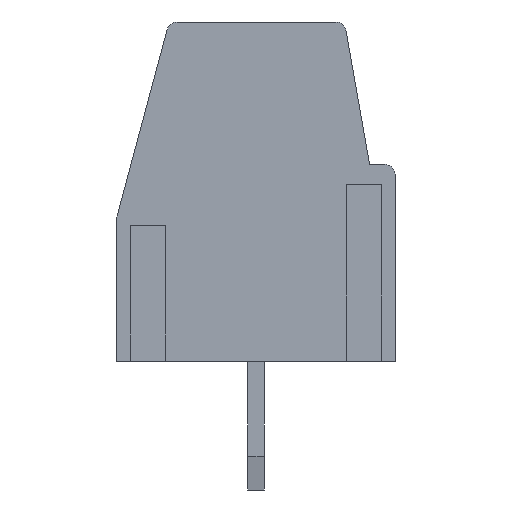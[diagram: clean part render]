
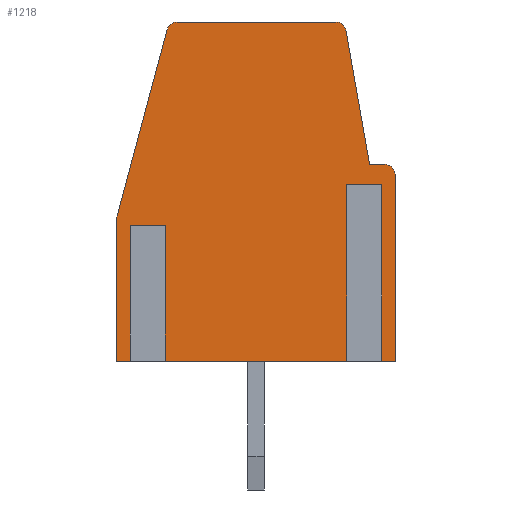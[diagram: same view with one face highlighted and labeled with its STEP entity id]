
A CAD part, left-side view. The second image highlights one B-rep face of the part: STEP entity #1218.
In plain terms, the highlighted planar face has unit normal (-1, 0, 0).
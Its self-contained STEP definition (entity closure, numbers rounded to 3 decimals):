
#845 = EDGE_CURVE('',#846,#848,#850,.T.);
#846 = VERTEX_POINT('',#847);
#847 = CARTESIAN_POINT('',(-10.159,2.336,10.014));
#848 = VERTEX_POINT('',#849);
#849 = CARTESIAN_POINT('',(-10.159,-2.351,10.014));
#850 = LINE('',#851,#852);
#851 = CARTESIAN_POINT('',(-10.159,-4.093,10.014));
#852 = VECTOR('',#853,1.);
#853 = DIRECTION('',(0.,-1.,0.));
#1218 = ADVANCED_FACE('',(#1219),#1359,.F.);
#1219 = FACE_BOUND('',#1220,.T.);
#1220 = EDGE_LOOP('',(#1221,#1231,#1239,#1247,#1255,#1263,#1272,#1280,
    #1288,#1295,#1296,#1305,#1313,#1321,#1329,#1337,#1345,#1353));
#1221 = ORIENTED_EDGE('',*,*,#1222,.F.);
#1222 = EDGE_CURVE('',#1223,#1225,#1227,.T.);
#1223 = VERTEX_POINT('',#1224);
#1224 = CARTESIAN_POINT('',(-10.159,-2.881,5.214));
#1225 = VERTEX_POINT('',#1226);
#1226 = CARTESIAN_POINT('',(-10.159,-2.881,0.014));
#1227 = LINE('',#1228,#1229);
#1228 = CARTESIAN_POINT('',(-10.159,-2.881,5.814));
#1229 = VECTOR('',#1230,1.);
#1230 = DIRECTION('',(0.,0.,-1.));
#1231 = ORIENTED_EDGE('',*,*,#1232,.F.);
#1232 = EDGE_CURVE('',#1233,#1223,#1235,.T.);
#1233 = VERTEX_POINT('',#1234);
#1234 = CARTESIAN_POINT('',(-10.159,-3.481,5.214));
#1235 = LINE('',#1236,#1237);
#1236 = CARTESIAN_POINT('',(-10.159,-4.093,5.214));
#1237 = VECTOR('',#1238,1.);
#1238 = DIRECTION('',(0.,1.,0.));
#1239 = ORIENTED_EDGE('',*,*,#1240,.F.);
#1240 = EDGE_CURVE('',#1241,#1233,#1243,.T.);
#1241 = VERTEX_POINT('',#1242);
#1242 = CARTESIAN_POINT('',(-10.159,-3.481,0.014));
#1243 = LINE('',#1244,#1245);
#1244 = CARTESIAN_POINT('',(-10.159,-3.481,5.814));
#1245 = VECTOR('',#1246,1.);
#1246 = DIRECTION('',(0.,0.,1.));
#1247 = ORIENTED_EDGE('',*,*,#1248,.F.);
#1248 = EDGE_CURVE('',#1249,#1241,#1251,.T.);
#1249 = VERTEX_POINT('',#1250);
#1250 = CARTESIAN_POINT('',(-10.159,-4.093,0.014));
#1251 = LINE('',#1252,#1253);
#1252 = CARTESIAN_POINT('',(-10.159,-4.093,0.014));
#1253 = VECTOR('',#1254,1.);
#1254 = DIRECTION('',(0.,1.,0.));
#1255 = ORIENTED_EDGE('',*,*,#1256,.F.);
#1256 = EDGE_CURVE('',#1257,#1249,#1259,.T.);
#1257 = VERTEX_POINT('',#1258);
#1258 = CARTESIAN_POINT('',(-10.159,-4.093,5.514));
#1259 = LINE('',#1260,#1261);
#1260 = CARTESIAN_POINT('',(-10.159,-4.093,5.814));
#1261 = VECTOR('',#1262,1.);
#1262 = DIRECTION('',(0.,0.,-1.));
#1263 = ORIENTED_EDGE('',*,*,#1264,.F.);
#1264 = EDGE_CURVE('',#1265,#1257,#1267,.T.);
#1265 = VERTEX_POINT('',#1266);
#1266 = CARTESIAN_POINT('',(-10.159,-3.793,5.814));
#1267 = CIRCLE('',#1268,0.3);
#1268 = AXIS2_PLACEMENT_3D('',#1269,#1270,#1271);
#1269 = CARTESIAN_POINT('',(-10.159,-3.793,5.514));
#1270 = DIRECTION('',(1.,0.,0.));
#1271 = DIRECTION('',(0.,1.,0.));
#1272 = ORIENTED_EDGE('',*,*,#1273,.F.);
#1273 = EDGE_CURVE('',#1274,#1265,#1276,.T.);
#1274 = VERTEX_POINT('',#1275);
#1275 = CARTESIAN_POINT('',(-10.159,-3.343,5.814));
#1276 = LINE('',#1277,#1278);
#1277 = CARTESIAN_POINT('',(-10.159,-3.343,5.814));
#1278 = VECTOR('',#1279,1.);
#1279 = DIRECTION('',(0.,-1.,0.));
#1280 = ORIENTED_EDGE('',*,*,#1281,.F.);
#1281 = EDGE_CURVE('',#1282,#1274,#1284,.T.);
#1282 = VERTEX_POINT('',#1283);
#1283 = CARTESIAN_POINT('',(-10.159,-2.646,9.766));
#1284 = LINE('',#1285,#1286);
#1285 = CARTESIAN_POINT('',(-10.159,-2.646,9.766));
#1286 = VECTOR('',#1287,1.);
#1287 = DIRECTION('',(0.,-0.174,-0.985));
#1288 = ORIENTED_EDGE('',*,*,#1289,.F.);
#1289 = EDGE_CURVE('',#848,#1282,#1290,.T.);
#1290 = CIRCLE('',#1291,0.3);
#1291 = AXIS2_PLACEMENT_3D('',#1292,#1293,#1294);
#1292 = CARTESIAN_POINT('',(-10.159,-2.351,9.714));
#1293 = DIRECTION('',(1.,0.,0.));
#1294 = DIRECTION('',(0.,1.,0.));
#1295 = ORIENTED_EDGE('',*,*,#845,.F.);
#1296 = ORIENTED_EDGE('',*,*,#1297,.F.);
#1297 = EDGE_CURVE('',#1298,#846,#1300,.T.);
#1298 = VERTEX_POINT('',#1299);
#1299 = CARTESIAN_POINT('',(-10.159,2.626,9.791));
#1300 = CIRCLE('',#1301,0.3);
#1301 = AXIS2_PLACEMENT_3D('',#1302,#1303,#1304);
#1302 = CARTESIAN_POINT('',(-10.159,2.336,9.714));
#1303 = DIRECTION('',(1.,0.,0.));
#1304 = DIRECTION('',(0.,1.,0.));
#1305 = ORIENTED_EDGE('',*,*,#1306,.F.);
#1306 = EDGE_CURVE('',#1307,#1298,#1309,.T.);
#1307 = VERTEX_POINT('',#1308);
#1308 = CARTESIAN_POINT('',(-10.159,4.107,4.264));
#1309 = LINE('',#1310,#1311);
#1310 = CARTESIAN_POINT('',(-10.159,4.107,4.264));
#1311 = VECTOR('',#1312,1.);
#1312 = DIRECTION('',(0.,-0.259,0.966));
#1313 = ORIENTED_EDGE('',*,*,#1314,.F.);
#1314 = EDGE_CURVE('',#1315,#1307,#1317,.T.);
#1315 = VERTEX_POINT('',#1316);
#1316 = CARTESIAN_POINT('',(-10.159,4.107,0.014));
#1317 = LINE('',#1318,#1319);
#1318 = CARTESIAN_POINT('',(-10.159,4.107,0.014));
#1319 = VECTOR('',#1320,1.);
#1320 = DIRECTION('',(0.,0.,1.));
#1321 = ORIENTED_EDGE('',*,*,#1322,.F.);
#1322 = EDGE_CURVE('',#1323,#1315,#1325,.T.);
#1323 = VERTEX_POINT('',#1324);
#1324 = CARTESIAN_POINT('',(-10.159,3.494,0.014));
#1325 = LINE('',#1326,#1327);
#1326 = CARTESIAN_POINT('',(-10.159,-4.093,0.014));
#1327 = VECTOR('',#1328,1.);
#1328 = DIRECTION('',(0.,1.,0.));
#1329 = ORIENTED_EDGE('',*,*,#1330,.F.);
#1330 = EDGE_CURVE('',#1331,#1323,#1333,.T.);
#1331 = VERTEX_POINT('',#1332);
#1332 = CARTESIAN_POINT('',(-10.159,3.494,4.014));
#1333 = LINE('',#1334,#1335);
#1334 = CARTESIAN_POINT('',(-10.159,3.494,5.814));
#1335 = VECTOR('',#1336,1.);
#1336 = DIRECTION('',(0.,0.,-1.));
#1337 = ORIENTED_EDGE('',*,*,#1338,.F.);
#1338 = EDGE_CURVE('',#1339,#1331,#1341,.T.);
#1339 = VERTEX_POINT('',#1340);
#1340 = CARTESIAN_POINT('',(-10.159,2.894,4.014));
#1341 = LINE('',#1342,#1343);
#1342 = CARTESIAN_POINT('',(-10.159,-4.093,4.014));
#1343 = VECTOR('',#1344,1.);
#1344 = DIRECTION('',(0.,1.,0.));
#1345 = ORIENTED_EDGE('',*,*,#1346,.F.);
#1346 = EDGE_CURVE('',#1347,#1339,#1349,.T.);
#1347 = VERTEX_POINT('',#1348);
#1348 = CARTESIAN_POINT('',(-10.159,2.894,0.014));
#1349 = LINE('',#1350,#1351);
#1350 = CARTESIAN_POINT('',(-10.159,2.894,5.814));
#1351 = VECTOR('',#1352,1.);
#1352 = DIRECTION('',(0.,0.,1.));
#1353 = ORIENTED_EDGE('',*,*,#1354,.F.);
#1354 = EDGE_CURVE('',#1225,#1347,#1355,.T.);
#1355 = LINE('',#1356,#1357);
#1356 = CARTESIAN_POINT('',(-10.159,-4.093,0.014));
#1357 = VECTOR('',#1358,1.);
#1358 = DIRECTION('',(0.,1.,0.));
#1359 = PLANE('',#1360);
#1360 = AXIS2_PLACEMENT_3D('',#1361,#1362,#1363);
#1361 = CARTESIAN_POINT('',(-10.159,-4.093,5.814));
#1362 = DIRECTION('',(1.,0.,0.));
#1363 = DIRECTION('',(0.,1.,0.));
